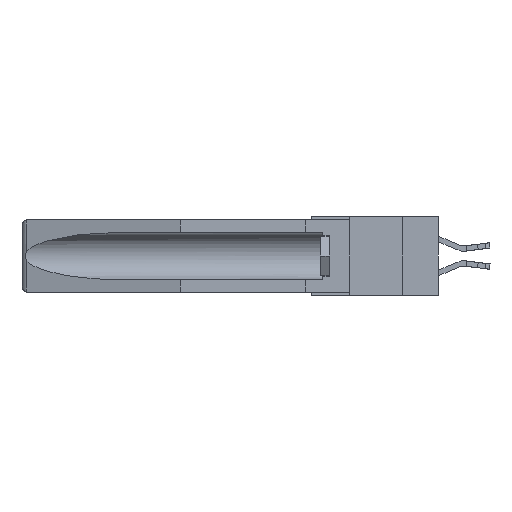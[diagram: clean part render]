
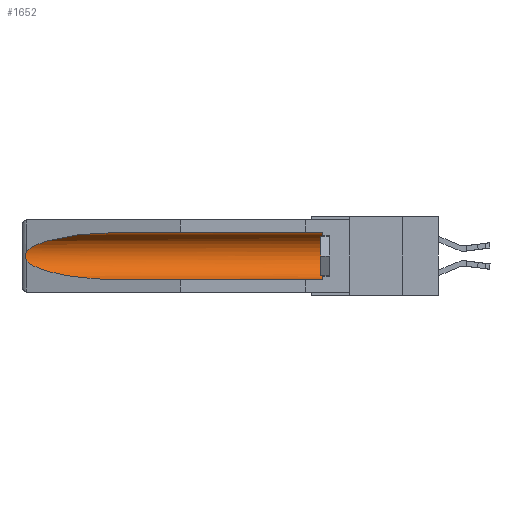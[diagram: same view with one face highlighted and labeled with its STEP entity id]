
A CAD part, left-side view. The second image highlights one B-rep face of the part: STEP entity #1652.
In plain terms, the highlighted cylindrical face has radius 2.857 mm (diameter 5.715 mm), a partial arc.
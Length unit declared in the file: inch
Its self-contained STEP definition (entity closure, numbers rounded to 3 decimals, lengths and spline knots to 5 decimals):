
#244 = CARTESIAN_POINT ( 'NONE',  ( 0.155, -0.30754, -0.284 ) ) ;
#384 = LINE ( 'NONE', #18724, #18826 ) ;
#432 = CARTESIAN_POINT ( 'NONE',  ( 0.26537, 1.52718, -0.19328 ) ) ;
#595 = CARTESIAN_POINT ( 'NONE',  ( 0.26655, 1.53094, -0.18657 ) ) ;
#811 = EDGE_CURVE ( 'NONE', #5019, #13420, #384, .T. ) ;
#981 = ORIENTED_EDGE ( 'NONE', *, *, #3287, .T. ) ;
#1370 =( BOUNDED_CURVE ( )  B_SPLINE_CURVE ( 3, ( #13960, #15424, #10977, #10922 ),
 .UNSPECIFIED., .F., .F. ) 
 B_SPLINE_CURVE_WITH_KNOTS ( ( 4, 4 ),
 ( 0.1948, 1.5708 ),
 .UNSPECIFIED. ) 
 CURVE ( )  GEOMETRIC_REPRESENTATION_ITEM ( )  RATIONAL_B_SPLINE_CURVE ( ( 1., 0.848, 0.848, 1. ) ) 
 REPRESENTATION_ITEM ( '' )  );
#1420 = EDGE_CURVE ( 'NONE', #4484, #18061, #1370, .T. ) ;
#1639 = EDGE_CURVE ( 'NONE', #8187, #18061, #18015, .T. ) ;
#1652 = ADVANCED_FACE ( 'NONE', ( #7308 ), #18992, .F. ) ;
#1786 = ORIENTED_EDGE ( 'NONE', *, *, #1639, .F. ) ;
#2414 = B_SPLINE_CURVE_WITH_KNOTS ( 'NONE', 3,
 ( #9278, #12062, #13475, #16432, #9071, #3053, #4871, #595, #6462, #16954 ),
 .UNSPECIFIED., .F., .F.,
 ( 4, 2, 2, 2, 4 ),
 ( 0., 0.00029, 0.00058, 0.00087, 0.00117 ),
 .UNSPECIFIED. ) ;
#3022 = DIRECTION ( 'NONE',  ( 0., 1., 0. ) ) ;
#3053 = CARTESIAN_POINT ( 'NONE',  ( 0.2675, 1.53308, -0.17534 ) ) ;
#3055 = ORIENTED_EDGE ( 'NONE', *, *, #16795, .T. ) ;
#3287 = EDGE_CURVE ( 'NONE', #8187, #5019, #3936, .T. ) ;
#3852 =( BOUNDED_CURVE ( )  B_SPLINE_CURVE ( 3, ( #5143, #12597, #5207, #9655 ),
 .UNSPECIFIED., .F., .F. ) 
 B_SPLINE_CURVE_WITH_KNOTS ( ( 4, 4 ),
 ( 4.71239, 6.08839 ),
 .UNSPECIFIED. ) 
 CURVE ( )  GEOMETRIC_REPRESENTATION_ITEM ( )  RATIONAL_B_SPLINE_CURVE ( ( 1., 0.848, 0.848, 1. ) ) 
 REPRESENTATION_ITEM ( '' )  );
#3915 = DIRECTION ( 'NONE',  ( 0., -1., 0. ) ) ;
#3936 = CIRCLE ( 'NONE', #5224, 0.1125 ) ;
#3969 = ORIENTED_EDGE ( 'NONE', *, *, #14918, .T. ) ;
#4484 = VERTEX_POINT ( 'NONE', #432 ) ;
#4834 = CARTESIAN_POINT ( 'NONE',  ( 0.155, 0.126, -0.059 ) ) ;
#4869 = EDGE_LOOP ( 'NONE', ( #3969, #3055, #7077, #1786, #981, #5290 ) ) ;
#4871 = CARTESIAN_POINT ( 'NONE',  ( 0.2673, 1.53269, -0.17917 ) ) ;
#4925 = CARTESIAN_POINT ( 'NONE',  ( 0.155, 1.07973, -0.059 ) ) ;
#5019 = VERTEX_POINT ( 'NONE', #4834 ) ;
#5143 = CARTESIAN_POINT ( 'NONE',  ( 0.155, 1.07973, -0.059 ) ) ;
#5207 = CARTESIAN_POINT ( 'NONE',  ( 0.25451, 1.48313, -0.09465 ) ) ;
#5224 = AXIS2_PLACEMENT_3D ( 'NONE', #9978, #3915, #18821 ) ;
#5290 = ORIENTED_EDGE ( 'NONE', *, *, #811, .T. ) ;
#5627 = VECTOR ( 'NONE', #3022, 39.37008 ) ;
#6099 = DIRECTION ( 'NONE',  ( 0., 1., 0. ) ) ;
#6462 = CARTESIAN_POINT ( 'NONE',  ( 0.26597, 1.5296, -0.19026 ) ) ;
#6617 = CARTESIAN_POINT ( 'NONE',  ( 0.155, 1.07973, -0.284 ) ) ;
#7077 = ORIENTED_EDGE ( 'NONE', *, *, #1420, .T. ) ;
#7142 = VERTEX_POINT ( 'NONE', #14767 ) ;
#7308 = FACE_OUTER_BOUND ( 'NONE', #4869, .T. ) ;
#8187 = VERTEX_POINT ( 'NONE', #10248 ) ;
#9071 = CARTESIAN_POINT ( 'NONE',  ( 0.2675, 1.53308, -0.16763 ) ) ;
#9278 = CARTESIAN_POINT ( 'NONE',  ( 0.26537, 1.52718, -0.14972 ) ) ;
#9631 = DIRECTION ( 'NONE',  ( 0., 1., 0. ) ) ;
#9655 = CARTESIAN_POINT ( 'NONE',  ( 0.26537, 1.52718, -0.14972 ) ) ;
#9978 = CARTESIAN_POINT ( 'NONE',  ( 0.155, 0.126, -0.1715 ) ) ;
#10248 = CARTESIAN_POINT ( 'NONE',  ( 0.155, 0.126, -0.284 ) ) ;
#10922 = CARTESIAN_POINT ( 'NONE',  ( 0.155, 1.07973, -0.284 ) ) ;
#10977 = CARTESIAN_POINT ( 'NONE',  ( 0.21114, 1.30732, -0.284 ) ) ;
#12062 = CARTESIAN_POINT ( 'NONE',  ( 0.26597, 1.52961, -0.15275 ) ) ;
#12090 = DIRECTION ( 'NONE',  ( 0., 0., 1. ) ) ;
#12161 = CARTESIAN_POINT ( 'NONE',  ( 0.155, -0.30754, -0.1715 ) ) ;
#12597 = CARTESIAN_POINT ( 'NONE',  ( 0.21114, 1.30732, -0.059 ) ) ;
#13391 = AXIS2_PLACEMENT_3D ( 'NONE', #12161, #6099, #12090 ) ;
#13420 = VERTEX_POINT ( 'NONE', #4925 ) ;
#13475 = CARTESIAN_POINT ( 'NONE',  ( 0.26654, 1.53092, -0.15636 ) ) ;
#13960 = CARTESIAN_POINT ( 'NONE',  ( 0.26537, 1.52718, -0.19328 ) ) ;
#14767 = CARTESIAN_POINT ( 'NONE',  ( 0.26537, 1.52718, -0.14972 ) ) ;
#14918 = EDGE_CURVE ( 'NONE', #13420, #7142, #3852, .T. ) ;
#15424 = CARTESIAN_POINT ( 'NONE',  ( 0.25451, 1.48313, -0.24835 ) ) ;
#16432 = CARTESIAN_POINT ( 'NONE',  ( 0.2673, 1.5327, -0.16383 ) ) ;
#16795 = EDGE_CURVE ( 'NONE', #7142, #4484, #2414, .T. ) ;
#16954 = CARTESIAN_POINT ( 'NONE',  ( 0.26537, 1.52718, -0.19328 ) ) ;
#18015 = LINE ( 'NONE', #244, #5627 ) ;
#18061 = VERTEX_POINT ( 'NONE', #6617 ) ;
#18724 = CARTESIAN_POINT ( 'NONE',  ( 0.155, -0.30754, -0.059 ) ) ;
#18821 = DIRECTION ( 'NONE',  ( 0., 0., 1. ) ) ;
#18826 = VECTOR ( 'NONE', #9631, 39.37008 ) ;
#18992 = CYLINDRICAL_SURFACE ( 'NONE', #13391, 0.1125 ) ;
